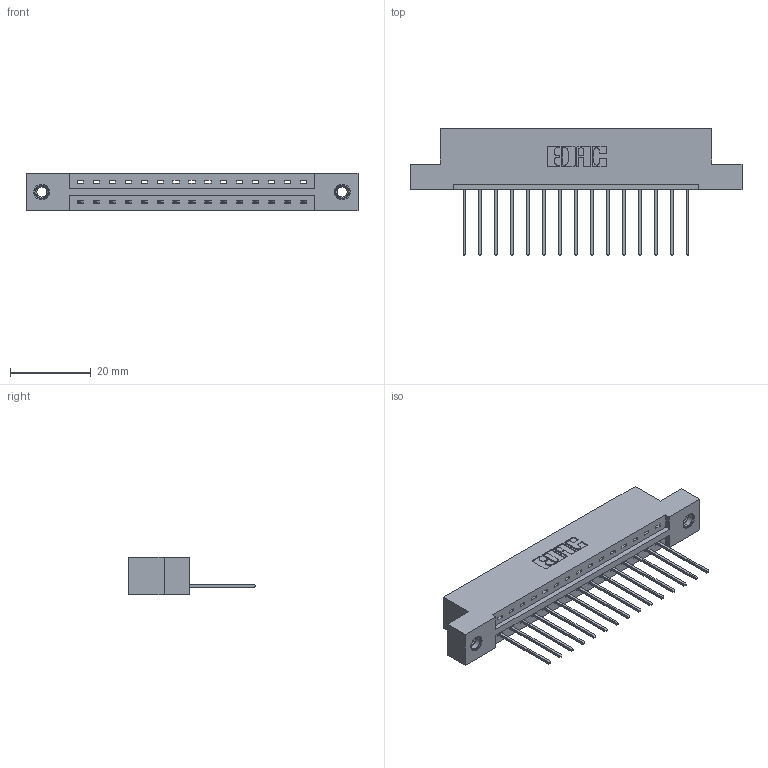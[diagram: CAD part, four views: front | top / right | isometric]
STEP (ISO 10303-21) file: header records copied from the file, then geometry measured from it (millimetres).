
FILE_DESCRIPTION (( 'STEP AP203' ), '1' );
FILE_NAME ('337-015-542-107.STEP', '2019-09-28T16:51:46', ( '' ), ( '' ), 'SwSTEP 2.0', 'SolidWorks 2016', '' );
FILE_SCHEMA (( 'CONFIG_CONTROL_DESIGN' ));
Length unit declared in the file: inch
Products named in the file (4): 337-015-542-107; 337 Part_Flush Mounting Lugs - 0.156 Dia-TI; 345-292-001_345-293-142; 345-250-001_345-250-005-103
Assembly tree (18 placements, depth 2):
  337-015-542-107
    337 Part_Flush Mounting Lugs - 0.156 Dia-TI
    345-292-001_345-293-142  x15
    345-250-001_345-250-005-103  x2
Bounding box: 82.45 x 31.63 x 9.4 mm (x, y, z)
Volume: 8251.1 mm3; surface area: 8637 mm2
Topology: 18 solids, 18 shells, 1104 faces, 3267 edges, 2150 vertices
Faces by surface type: plane 792, cylinder 296, cone 12, torus 4
Entity records: 15846 total; most frequent: CARTESIAN_POINT 2738, ORIENTED_EDGE 2682, DIRECTION 2393, EDGE_CURVE 1341, LINE 1193, VECTOR 1193, VERTEX_POINT 888, AXIS2_PLACEMENT_3D 600
